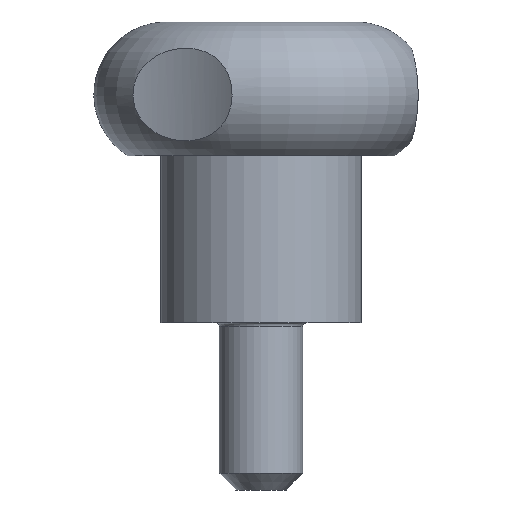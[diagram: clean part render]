
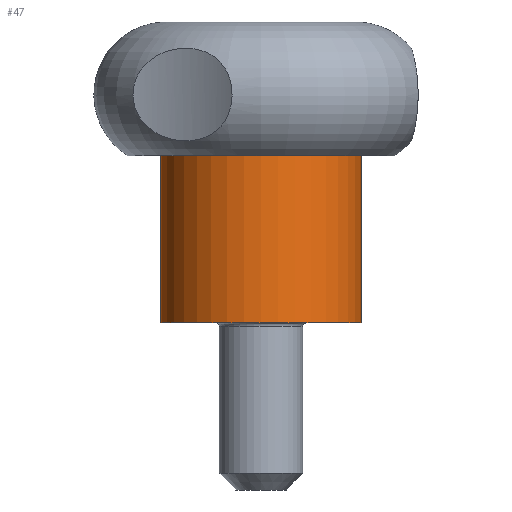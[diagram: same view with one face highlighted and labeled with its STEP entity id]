
A CAD part, left-side view. The second image highlights one B-rep face of the part: STEP entity #47.
In plain terms, the highlighted cylindrical face has radius 6 mm (diameter 12 mm), a full revolution.
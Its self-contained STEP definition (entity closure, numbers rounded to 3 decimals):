
#47 = ADVANCED_FACE( '', ( #104, #105 ), #106, .T. );
#104 = FACE_OUTER_BOUND( '', #170, .T. );
#105 = FACE_OUTER_BOUND( '', #171, .T. );
#106 = CYLINDRICAL_SURFACE( '', #172, 6. );
#170 = EDGE_LOOP( '', ( #238 ) );
#171 = EDGE_LOOP( '', ( #239 ) );
#172 = AXIS2_PLACEMENT_3D( '', #240, #241, #242 );
#238 = ORIENTED_EDGE( '', *, *, #312, .F. );
#239 = ORIENTED_EDGE( '', *, *, #300, .T. );
#240 = CARTESIAN_POINT( '', ( 0., 0., 57.15 ) );
#241 = DIRECTION( '', ( 0., 0., -1. ) );
#242 = DIRECTION( '', ( 1., 0., 0. ) );
#300 = EDGE_CURVE( '', #329, #329, #330, .T. );
#312 = EDGE_CURVE( '', #349, #349, #350, .T. );
#329 = VERTEX_POINT( '', #372 );
#330 = CIRCLE( '', #373, 6. );
#349 = VERTEX_POINT( '', #567 );
#350 = CIRCLE( '', #568, 6. );
#372 = CARTESIAN_POINT( '', ( 6., 0., 0. ) );
#373 = AXIS2_PLACEMENT_3D( '', #589, #590, #591 );
#567 = CARTESIAN_POINT( '', ( 6., 0., 10. ) );
#568 = AXIS2_PLACEMENT_3D( '', #604, #605, #606 );
#589 = CARTESIAN_POINT( '', ( 0., 0., 0. ) );
#590 = DIRECTION( '', ( 0., 0., 1. ) );
#591 = DIRECTION( '', ( 1., 0., 0. ) );
#604 = CARTESIAN_POINT( '', ( 0., 0., 10. ) );
#605 = DIRECTION( '', ( 0., 0., 1. ) );
#606 = DIRECTION( '', ( 1., 0., 0. ) );
